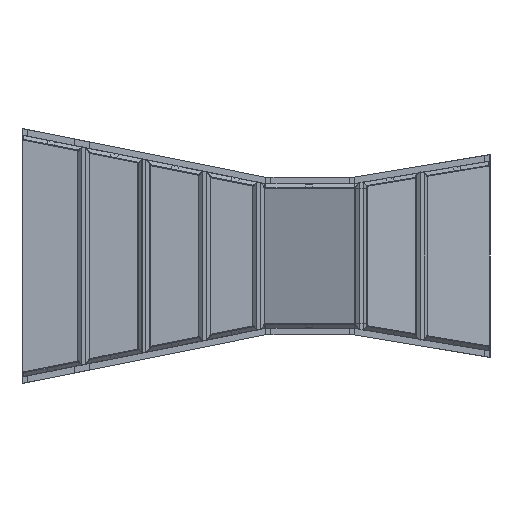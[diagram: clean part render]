
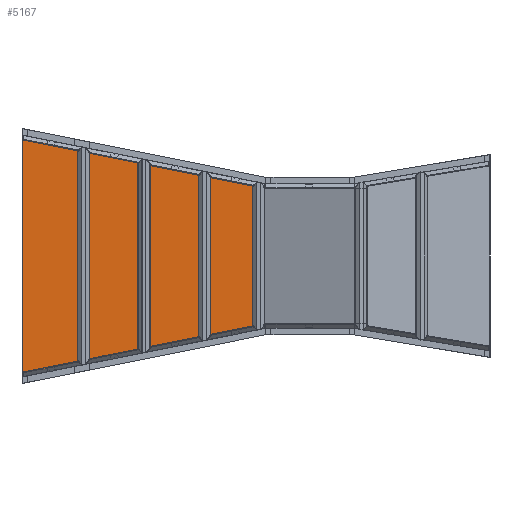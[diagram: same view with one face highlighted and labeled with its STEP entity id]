
A CAD part, front view. The second image highlights one B-rep face of the part: STEP entity #5167.
In plain terms, the highlighted planar face has unit normal (0, -1, 0).
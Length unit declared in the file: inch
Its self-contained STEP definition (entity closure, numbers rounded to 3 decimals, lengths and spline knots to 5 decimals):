
#218 = LINE ( 'NONE', #12208, #6293 ) ;
#301 = EDGE_CURVE ( 'NONE', #5343, #14720, #831, .T. ) ;
#831 = LINE ( 'NONE', #18786, #5605 ) ;
#1170 = VERTEX_POINT ( 'NONE', #5696 ) ;
#2092 = CARTESIAN_POINT ( 'NONE',  ( -76.46956, -0.25, -31.14247 ) ) ;
#2106 = DIRECTION ( 'NONE',  ( 0.981, 0., -0.196 ) ) ;
#2490 = EDGE_CURVE ( 'NONE', #13853, #1170, #218, .T. ) ;
#2601 = AXIS2_PLACEMENT_3D ( 'NONE', #10471, #14969, #12315 ) ;
#2620 = DIRECTION ( 'NONE',  ( -0.981, 0., -0.196 ) ) ;
#2720 = PLANE ( 'NONE',  #2601 ) ;
#3226 = ORIENTED_EDGE ( 'NONE', *, *, #17545, .F. ) ;
#3592 = LINE ( 'NONE', #15570, #18353 ) ;
#5167 = ADVANCED_FACE ( 'NONE', ( #15706 ), #2720, .T. ) ;
#5343 = VERTEX_POINT ( 'NONE', #2092 ) ;
#5605 = VECTOR ( 'NONE', #16122, 39.37008 ) ;
#5696 = CARTESIAN_POINT ( 'NONE',  ( -12.04533, -0.25, 18.26401 ) ) ;
#6293 = VECTOR ( 'NONE', #11145, 39.37008 ) ;
#7329 = ORIENTED_EDGE ( 'NONE', *, *, #301, .F. ) ;
#8631 = EDGE_CURVE ( 'NONE', #14720, #1170, #3592, .T. ) ;
#10353 = ORIENTED_EDGE ( 'NONE', *, *, #8631, .F. ) ;
#10471 = CARTESIAN_POINT ( 'NONE',  ( -78.71956, -0.25, -30.9375 ) ) ;
#11145 = DIRECTION ( 'NONE',  ( 0., 0., 1. ) ) ;
#11758 = ORIENTED_EDGE ( 'NONE', *, *, #2490, .T. ) ;
#12208 = CARTESIAN_POINT ( 'NONE',  ( -12.04533, -0.25, -30.9375 ) ) ;
#12315 = DIRECTION ( 'NONE',  ( 0., 0., -1. ) ) ;
#12946 = LINE ( 'NONE', #16070, #15379 ) ;
#13853 = VERTEX_POINT ( 'NONE', #14670 ) ;
#14180 = CARTESIAN_POINT ( 'NONE',  ( -76.46956, -0.25, 31.14247 ) ) ;
#14670 = CARTESIAN_POINT ( 'NONE',  ( -12.04533, -0.25, -18.26401 ) ) ;
#14720 = VERTEX_POINT ( 'NONE', #14180 ) ;
#14969 = DIRECTION ( 'NONE',  ( 0., -1., 0. ) ) ;
#15379 = VECTOR ( 'NONE', #2620, 39.37008 ) ;
#15570 = CARTESIAN_POINT ( 'NONE',  ( -11.95099, -0.25, 18.24515 ) ) ;
#15706 = FACE_OUTER_BOUND ( 'NONE', #17595, .T. ) ;
#16070 = CARTESIAN_POINT ( 'NONE',  ( -11.95099, -0.25, -18.24515 ) ) ;
#16122 = DIRECTION ( 'NONE',  ( 0., 0., 1. ) ) ;
#17545 = EDGE_CURVE ( 'NONE', #13853, #5343, #12946, .T. ) ;
#17595 = EDGE_LOOP ( 'NONE', ( #7329, #3226, #11758, #10353 ) ) ;
#18353 = VECTOR ( 'NONE', #2106, 39.37008 ) ;
#18786 = CARTESIAN_POINT ( 'NONE',  ( -76.46956, -0.25, -30.9375 ) ) ;
